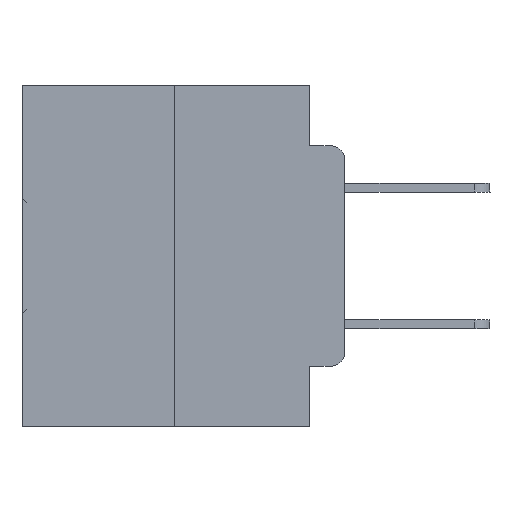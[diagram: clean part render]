
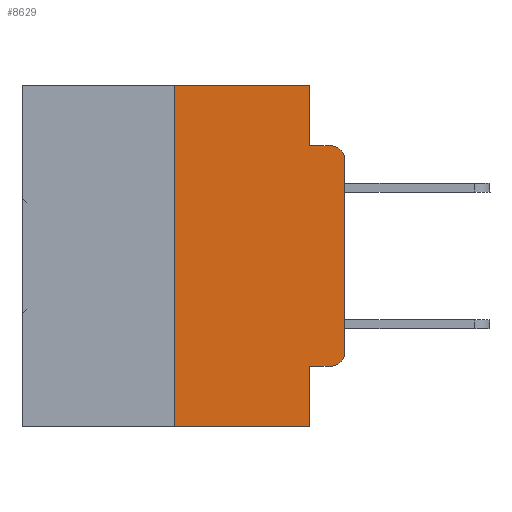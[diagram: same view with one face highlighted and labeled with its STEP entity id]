
A CAD part, left-side view. The second image highlights one B-rep face of the part: STEP entity #8629.
In plain terms, the highlighted planar face has unit normal (-1, 0, 0).
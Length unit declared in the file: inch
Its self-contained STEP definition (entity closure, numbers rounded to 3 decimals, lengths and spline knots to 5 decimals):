
#216 = VERTEX_POINT ( 'NONE', #8025 ) ;
#406 = DIRECTION ( 'NONE',  ( 0., -1., 0. ) ) ;
#408 = EDGE_CURVE ( 'NONE', #19353, #19633, #25030, .T. ) ;
#657 = CARTESIAN_POINT ( 'NONE',  ( 0., 0.051, 0. ) ) ;
#979 = CARTESIAN_POINT ( 'NONE',  ( 0., 0.02, -0.1085 ) ) ;
#1103 = DIRECTION ( 'NONE',  ( 0., 0., 1. ) ) ;
#1138 = AXIS2_PLACEMENT_3D ( 'NONE', #979, #16590, #18817 ) ;
#1371 = CIRCLE ( 'NONE', #1138, 0.02 ) ;
#1445 = ORIENTED_EDGE ( 'NONE', *, *, #2185, .T. ) ;
#1736 = EDGE_CURVE ( 'NONE', #13915, #19928, #27379, .T. ) ;
#1951 = VECTOR ( 'NONE', #33504, 39.37008 ) ;
#2185 = EDGE_CURVE ( 'NONE', #2447, #22050, #18930, .T. ) ;
#2371 = CARTESIAN_POINT ( 'NONE',  ( 0., 0.473, 0. ) ) ;
#2447 = VERTEX_POINT ( 'NONE', #13806 ) ;
#2676 = AXIS2_PLACEMENT_3D ( 'NONE', #23241, #31006, #12907 ) ;
#3682 = VECTOR ( 'NONE', #25626, 39.37008 ) ;
#3849 = CARTESIAN_POINT ( 'NONE',  ( 0., 0.473, 0. ) ) ;
#4073 = CARTESIAN_POINT ( 'NONE',  ( 0., 0., -0.1085 ) ) ;
#5801 = CARTESIAN_POINT ( 'NONE',  ( 0., 0.051, -0.4115 ) ) ;
#6133 = ORIENTED_EDGE ( 'NONE', *, *, #6211, .F. ) ;
#6211 = EDGE_CURVE ( 'NONE', #19633, #216, #17428, .T. ) ;
#6752 = VERTEX_POINT ( 'NONE', #5801 ) ;
#7865 = CARTESIAN_POINT ( 'NONE',  ( 0., 0., 0. ) ) ;
#8025 = CARTESIAN_POINT ( 'NONE',  ( 0., 0.02, -0.0885 ) ) ;
#8092 = VECTOR ( 'NONE', #20421, 39.37008 ) ;
#8325 = VECTOR ( 'NONE', #13223, 39.37008 ) ;
#8629 = ADVANCED_FACE ( 'NONE', ( #12434 ), #14214, .F. ) ;
#9241 = DIRECTION ( 'NONE',  ( 1., 0., 0. ) ) ;
#9674 = ORIENTED_EDGE ( 'NONE', *, *, #408, .F. ) ;
#9864 = ORIENTED_EDGE ( 'NONE', *, *, #28631, .T. ) ;
#10062 = EDGE_CURVE ( 'NONE', #6752, #25638, #16423, .T. ) ;
#10604 = CARTESIAN_POINT ( 'NONE',  ( 0., 0.051, -0.4115 ) ) ;
#10780 = CARTESIAN_POINT ( 'NONE',  ( 0., 0.473, -0.5 ) ) ;
#10965 = CARTESIAN_POINT ( 'NONE',  ( 0., 0.051, 0. ) ) ;
#11331 = DIRECTION ( 'NONE',  ( 0., -1., 0. ) ) ;
#12434 = FACE_OUTER_BOUND ( 'NONE', #16811, .T. ) ;
#12907 = DIRECTION ( 'NONE',  ( 0., 0., -1. ) ) ;
#13223 = DIRECTION ( 'NONE',  ( 0., -1., 0. ) ) ;
#13340 = AXIS2_PLACEMENT_3D ( 'NONE', #3849, #9241, #21753 ) ;
#13806 = CARTESIAN_POINT ( 'NONE',  ( 0., 0., -0.3915 ) ) ;
#13915 = VERTEX_POINT ( 'NONE', #20988 ) ;
#14214 = PLANE ( 'NONE',  #13340 ) ;
#15362 = CARTESIAN_POINT ( 'NONE',  ( 0., 0.051, 0. ) ) ;
#16423 = LINE ( 'NONE', #10604, #8325 ) ;
#16529 = CARTESIAN_POINT ( 'NONE',  ( 0., 0.02, -0.4115 ) ) ;
#16590 = DIRECTION ( 'NONE',  ( -1., 0., 0. ) ) ;
#16725 = ORIENTED_EDGE ( 'NONE', *, *, #29636, .T. ) ;
#16811 = EDGE_LOOP ( 'NONE', ( #1445, #9864, #6133, #9674, #23608, #18852, #19637, #22151, #20628, #16725 ) ) ;
#17428 = LINE ( 'NONE', #28855, #19838 ) ;
#18817 = DIRECTION ( 'NONE',  ( 0., 0., -1. ) ) ;
#18852 = ORIENTED_EDGE ( 'NONE', *, *, #1736, .F. ) ;
#18930 = LINE ( 'NONE', #7865, #1951 ) ;
#19353 = VERTEX_POINT ( 'NONE', #10965 ) ;
#19460 = CARTESIAN_POINT ( 'NONE',  ( 0., 0.051, -0.5 ) ) ;
#19633 = VERTEX_POINT ( 'NONE', #30169 ) ;
#19637 = ORIENTED_EDGE ( 'NONE', *, *, #24943, .T. ) ;
#19838 = VECTOR ( 'NONE', #11331, 39.37008 ) ;
#19928 = VERTEX_POINT ( 'NONE', #23307 ) ;
#20421 = DIRECTION ( 'NONE',  ( 0., -1., 0. ) ) ;
#20504 = VECTOR ( 'NONE', #1103, 39.37008 ) ;
#20628 = ORIENTED_EDGE ( 'NONE', *, *, #10062, .T. ) ;
#20988 = CARTESIAN_POINT ( 'NONE',  ( 0., 0.25, -0.5 ) ) ;
#21753 = DIRECTION ( 'NONE',  ( 0., 0., -1. ) ) ;
#22050 = VERTEX_POINT ( 'NONE', #4073 ) ;
#22151 = ORIENTED_EDGE ( 'NONE', *, *, #26007, .F. ) ;
#23241 = CARTESIAN_POINT ( 'NONE',  ( 0., 0.02, -0.3915 ) ) ;
#23307 = CARTESIAN_POINT ( 'NONE',  ( 0., 0.25, 0. ) ) ;
#23392 = VECTOR ( 'NONE', #23649, 39.37008 ) ;
#23608 = ORIENTED_EDGE ( 'NONE', *, *, #26048, .F. ) ;
#23649 = DIRECTION ( 'NONE',  ( 0., 0., -1. ) ) ;
#24943 = EDGE_CURVE ( 'NONE', #13915, #29303, #27145, .T. ) ;
#25030 = LINE ( 'NONE', #657, #23392 ) ;
#25626 = DIRECTION ( 'NONE',  ( 0., 0., -1. ) ) ;
#25638 = VERTEX_POINT ( 'NONE', #16529 ) ;
#26007 = EDGE_CURVE ( 'NONE', #6752, #29303, #33173, .T. ) ;
#26048 = EDGE_CURVE ( 'NONE', #19928, #19353, #28689, .T. ) ;
#27145 = LINE ( 'NONE', #10780, #33238 ) ;
#27379 = LINE ( 'NONE', #29694, #20504 ) ;
#28631 = EDGE_CURVE ( 'NONE', #22050, #216, #1371, .T. ) ;
#28689 = LINE ( 'NONE', #2371, #8092 ) ;
#28855 = CARTESIAN_POINT ( 'NONE',  ( 0., 0.051, -0.0885 ) ) ;
#29303 = VERTEX_POINT ( 'NONE', #19460 ) ;
#29636 = EDGE_CURVE ( 'NONE', #25638, #2447, #33244, .T. ) ;
#29694 = CARTESIAN_POINT ( 'NONE',  ( 0., 0.25, 0. ) ) ;
#30169 = CARTESIAN_POINT ( 'NONE',  ( 0., 0.051, -0.0885 ) ) ;
#31006 = DIRECTION ( 'NONE',  ( -1., 0., 0. ) ) ;
#33173 = LINE ( 'NONE', #15362, #3682 ) ;
#33238 = VECTOR ( 'NONE', #406, 39.37008 ) ;
#33244 = CIRCLE ( 'NONE', #2676, 0.02 ) ;
#33504 = DIRECTION ( 'NONE',  ( 0., 0., 1. ) ) ;
